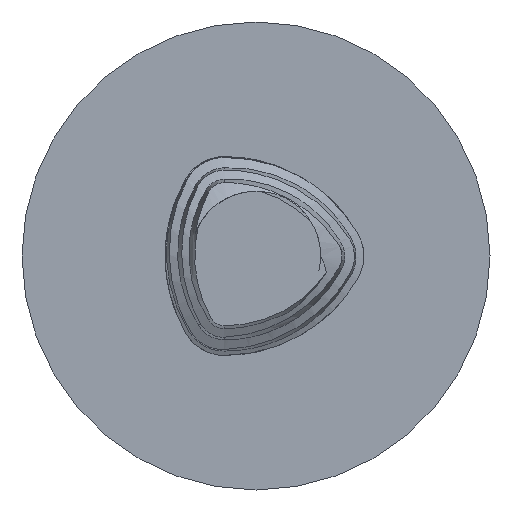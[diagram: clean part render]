
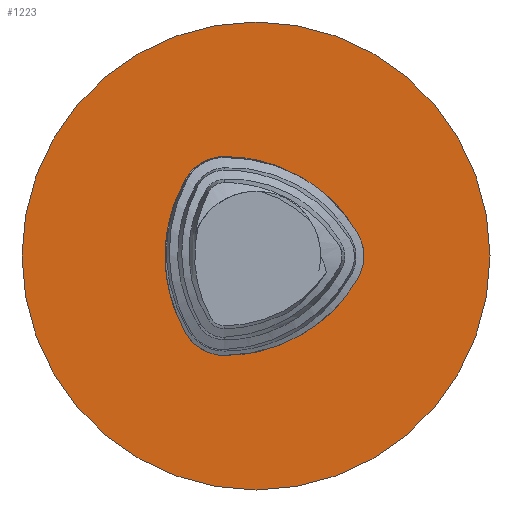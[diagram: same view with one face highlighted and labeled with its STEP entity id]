
A CAD part, front view. The second image highlights one B-rep face of the part: STEP entity #1223.
In plain terms, the highlighted planar face has unit normal (0, -1, 0).
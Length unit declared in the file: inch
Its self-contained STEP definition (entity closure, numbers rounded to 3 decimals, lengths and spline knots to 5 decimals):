
#120 = VERTEX_POINT ( 'NONE', #1074 ) ;
#170 = ORIENTED_EDGE ( 'NONE', *, *, #2037, .F. ) ;
#177 = CARTESIAN_POINT ( 'NONE',  ( 0.01008, 0., -0.03242 ) ) ;
#201 = CARTESIAN_POINT ( 'NONE',  ( 0.0222, 0., 0.04166 ) ) ;
#307 = EDGE_CURVE ( 'NONE', #3062, #1206, #3956, .T. ) ;
#423 = CARTESIAN_POINT ( 'NONE',  ( -0.02853, 0., -0.0184 ) ) ;
#516 = ORIENTED_EDGE ( 'NONE', *, *, #608, .F. ) ;
#518 = EDGE_CURVE ( 'NONE', #4206, #3410, #2161, .T. ) ;
#533 = CARTESIAN_POINT ( 'NONE',  ( -0.00447, 0., -0.03365 ) ) ;
#575 = DIRECTION ( 'NONE',  ( 0., 1., 0. ) ) ;
#596 = FACE_OUTER_BOUND ( 'NONE', #3934, .T. ) ;
#608 = EDGE_CURVE ( 'NONE', #987, #120, #4245, .T. ) ;
#637 = ORIENTED_EDGE ( 'NONE', *, *, #307, .F. ) ;
#757 = CARTESIAN_POINT ( 'NONE',  ( -0.02553, 0., -0.02237 ) ) ;
#793 = DIRECTION ( 'NONE',  ( 0., 0., -1. ) ) ;
#796 = CARTESIAN_POINT ( 'NONE',  ( -0.03362, 0., -0.00478 ) ) ;
#807 = CARTESIAN_POINT ( 'NONE',  ( 0.00048, 0., -0.03395 ) ) ;
#822 = CARTESIAN_POINT ( 'NONE',  ( 0.03121, 0., -0.01336 ) ) ;
#891 = AXIS2_PLACEMENT_3D ( 'NONE', #4060, #2072, #1089 ) ;
#898 = CIRCLE ( 'NONE', #2125, 0.1215 ) ;
#987 = VERTEX_POINT ( 'NONE', #2764 ) ;
#1003 = CARTESIAN_POINT ( 'NONE',  ( 0.03241, 0., 0.02189 ) ) ;
#1074 = CARTESIAN_POINT ( 'NONE',  ( -0.0336, 0., 0.00012 ) ) ;
#1087 = CARTESIAN_POINT ( 'NONE',  ( 0.0319, 0., 0.01055 ) ) ;
#1089 = DIRECTION ( 'NONE',  ( 0., 0., 1. ) ) ;
#1090 = EDGE_CURVE ( 'NONE', #1309, #1206, #1326, .T. ) ;
#1129 = CARTESIAN_POINT ( 'NONE',  ( -0.01643, 0., 0.0516 ) ) ;
#1175 = CARTESIAN_POINT ( 'NONE',  ( -0.0182, 0., -0.02865 ) ) ;
#1206 = VERTEX_POINT ( 'NONE', #201 ) ;
#1223 = ADVANCED_FACE ( 'NONE', ( #596, #2932 ), #3812, .T. ) ;
#1309 = VERTEX_POINT ( 'NONE', #1129 ) ;
#1326 = CIRCLE ( 'NONE', #891, 0.08006 ) ;
#1354 = ORIENTED_EDGE ( 'NONE', *, *, #1090, .T. ) ;
#1460 = CARTESIAN_POINT ( 'NONE',  ( -0.0336, 0., 0.00012 ) ) ;
#1526 = CARTESIAN_POINT ( 'NONE',  ( 0.02617, 0., -0.02162 ) ) ;
#1551 = ORIENTED_EDGE ( 'NONE', *, *, #2469, .F. ) ;
#1629 = CARTESIAN_POINT ( 'NONE',  ( -0.01643, 0., 0.02846 ) ) ;
#1631 = CARTESIAN_POINT ( 'NONE',  ( -0.01982, 0., 0.05135 ) ) ;
#1666 = CARTESIAN_POINT ( 'NONE',  ( 0., 0., 0. ) ) ;
#1712 = CARTESIAN_POINT ( 'NONE',  ( -0.0336, 0., 0.00012 ) ) ;
#1749 = CARTESIAN_POINT ( 'NONE',  ( -0.03256, 0., -0.0096 ) ) ;
#1791 = AXIS2_PLACEMENT_3D ( 'NONE', #2571, #575, #1963 ) ;
#1814 = DIRECTION ( 'NONE',  ( 0., -1., 0. ) ) ;
#1833 = CARTESIAN_POINT ( 'NONE',  ( 0.02272, 0., -0.02522 ) ) ;
#1860 = CARTESIAN_POINT ( 'NONE',  ( 0.0147, 0., -0.0306 ) ) ;
#1885 = ORIENTED_EDGE ( 'NONE', *, *, #518, .F. ) ;
#1945 = DIRECTION ( 'NONE',  ( 0., 0., 1. ) ) ;
#1963 = DIRECTION ( 'NONE',  ( 0., 0., 1. ) ) ;
#2012 = CARTESIAN_POINT ( 'NONE',  ( 0.03291, 0., 0.01614 ) ) ;
#2037 = EDGE_CURVE ( 'NONE', #3410, #4206, #898, .T. ) ;
#2069 = B_SPLINE_CURVE_WITH_KNOTS ( 'NONE', 3,
 ( #1460, #796, #1749, #423, #757, #1175, #3841, #533, #807, #177, #1860, #1833, #1526, #822, #2497, #4161, #2180, #2844 ),
 .UNSPECIFIED., .F., .F.,
 ( 4, 2, 2, 2, 2, 2, 2, 2, 4 ),
 ( 0., 0.00037, 0.00074, 0.0011, 0.00147, 0.00184, 0.00221, 0.00257, 0.00294 ),
 .UNSPECIFIED. ) ;
#2072 = DIRECTION ( 'NONE',  ( 0., 1., 0. ) ) ;
#2125 = AXIS2_PLACEMENT_3D ( 'NONE', #1666, #3266, #3937 ) ;
#2161 = CIRCLE ( 'NONE', #1791, 0.1215 ) ;
#2176 = CARTESIAN_POINT ( 'NONE',  ( 0., 0., 0.1215 ) ) ;
#2180 = CARTESIAN_POINT ( 'NONE',  ( 0.03344, 0., 0.0059 ) ) ;
#2307 = DIRECTION ( 'NONE',  ( 0., 1., 0. ) ) ;
#2312 = CARTESIAN_POINT ( 'NONE',  ( 0.02882, 0., 0.0325 ) ) ;
#2363 = AXIS2_PLACEMENT_3D ( 'NONE', #1629, #2307, #1945 ) ;
#2367 = CARTESIAN_POINT ( 'NONE',  ( -0.03439, 0., 0.03268 ) ) ;
#2469 = EDGE_CURVE ( 'NONE', #120, #3062, #2069, .T. ) ;
#2497 = CARTESIAN_POINT ( 'NONE',  ( 0.03282, 0., -0.0087 ) ) ;
#2571 = CARTESIAN_POINT ( 'NONE',  ( 0., 0., 0. ) ) ;
#2648 = CARTESIAN_POINT ( 'NONE',  ( 0.02586, 0., 0.03742 ) ) ;
#2690 = CARTESIAN_POINT ( 'NONE',  ( -0.03794, 0., 0.00879 ) ) ;
#2764 = CARTESIAN_POINT ( 'NONE',  ( -0.01982, 0., 0.05135 ) ) ;
#2844 = CARTESIAN_POINT ( 'NONE',  ( 0.0319, 0., 0.01055 ) ) ;
#2852 = EDGE_LOOP ( 'NONE', ( #516, #4281, #1354, #637, #1551 ) ) ;
#2932 = FACE_BOUND ( 'NONE', #2852, .T. ) ;
#2976 = CARTESIAN_POINT ( 'NONE',  ( 0.0222, 0., 0.04166 ) ) ;
#3062 = VERTEX_POINT ( 'NONE', #1087 ) ;
#3266 = DIRECTION ( 'NONE',  ( 0., 1., 0. ) ) ;
#3345 = CARTESIAN_POINT ( 'NONE',  ( -0.03856, 0., 0.01899 ) ) ;
#3410 = VERTEX_POINT ( 'NONE', #4283 ) ;
#3490 = EDGE_CURVE ( 'NONE', #987, #1309, #4108, .T. ) ;
#3699 = CARTESIAN_POINT ( 'NONE',  ( -0.02673, 0., 0.04482 ) ) ;
#3707 = CARTESIAN_POINT ( 'NONE',  ( 0., 0., -0.1215 ) ) ;
#3712 = AXIS2_PLACEMENT_3D ( 'NONE', #2176, #1814, #793 ) ;
#3812 = PLANE ( 'NONE',  #3712 ) ;
#3841 = CARTESIAN_POINT ( 'NONE',  ( -0.01382, 0., -0.03101 ) ) ;
#3934 = EDGE_LOOP ( 'NONE', ( #1885, #170 ) ) ;
#3937 = DIRECTION ( 'NONE',  ( 0., 0., 1. ) ) ;
#3956 = B_SPLINE_CURVE_WITH_KNOTS ( 'NONE', 3,
 ( #3989, #2012, #1003, #2312, #2648, #2976 ),
 .UNSPECIFIED., .F., .F.,
 ( 4, 2, 4 ),
 ( 0., 0.00043, 0.00085 ),
 .UNSPECIFIED. ) ;
#3989 = CARTESIAN_POINT ( 'NONE',  ( 0.0319, 0., 0.01055 ) ) ;
#4028 = CARTESIAN_POINT ( 'NONE',  ( -0.03221, 0., 0.0369 ) ) ;
#4060 = CARTESIAN_POINT ( 'NONE',  ( -0.01643, 0., -0.02846 ) ) ;
#4108 = CIRCLE ( 'NONE', #2363, 0.02313 ) ;
#4161 = CARTESIAN_POINT ( 'NONE',  ( 0.03394, 0., 0.00102 ) ) ;
#4206 = VERTEX_POINT ( 'NONE', #3707 ) ;
#4243 = CARTESIAN_POINT ( 'NONE',  ( -0.02351, 0., 0.04831 ) ) ;
#4245 = B_SPLINE_CURVE_WITH_KNOTS ( 'NONE', 3,
 ( #1631, #4243, #3699, #4028, #2367, #3345, #2690, #1712 ),
 .UNSPECIFIED., .F., .F.,
 ( 4, 2, 2, 4 ),
 ( 0.00008, 0.00044, 0.0008, 0.00152 ),
 .UNSPECIFIED. ) ;
#4281 = ORIENTED_EDGE ( 'NONE', *, *, #3490, .T. ) ;
#4283 = CARTESIAN_POINT ( 'NONE',  ( 0., 0., 0.1215 ) ) ;
